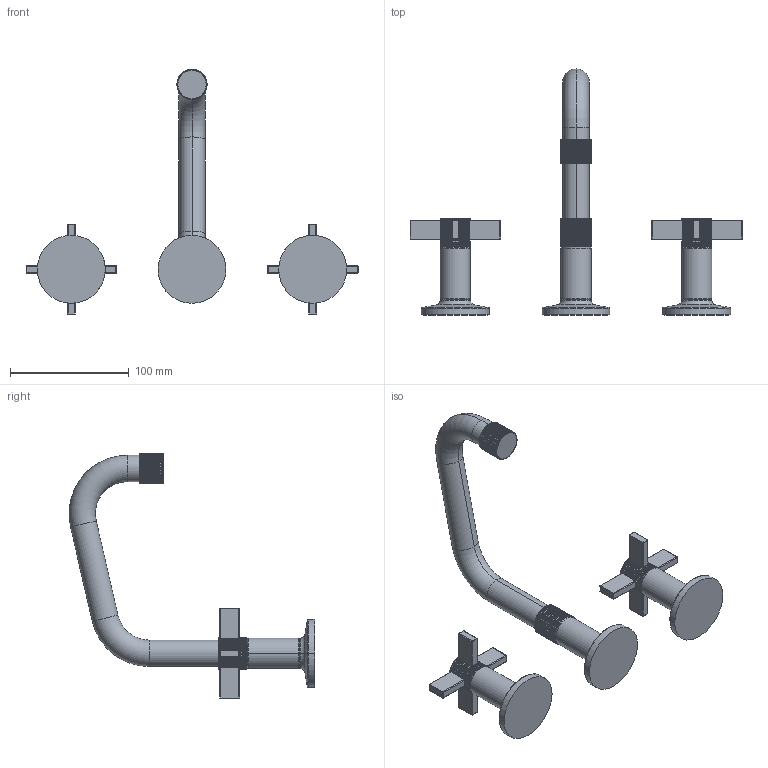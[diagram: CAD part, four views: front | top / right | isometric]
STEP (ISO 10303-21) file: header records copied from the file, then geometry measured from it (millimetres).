
FILE_DESCRIPTION((''),'2;1');
FILE_NAME('3240','2020-11-30T11:38:21',('jinson.thomas'),(''),'CREO PARAMETRIC BY PTC INC, 2018400','CREO PARAMETRIC BY PTC INC, 2018400','');
FILE_SCHEMA(('CONFIG_CONTROL_DESIGN'));
Length unit declared in the file: inch
Products named in the file (1): 3240
Bounding box: 279.4 x 206.85 x 206.37 mm (x, y, z)
Volume: 304925 mm3; surface area: 72474.3 mm2
Topology: 3 solids, 3 shells, 1334 faces, 3665 edges, 2295 vertices
Faces by surface type: plane 692, cylinder 494, torus 78, sphere 64, bspline 6
Entity records: 44701 total; most frequent: CARTESIAN_POINT 12283, ORIENTED_EDGE 7202, DIRECTION 6348, EDGE_CURVE 3601, AXIS2_PLACEMENT_3D 2403, VERTEX_POINT 2295, VECTOR 1542, LINE 1542
